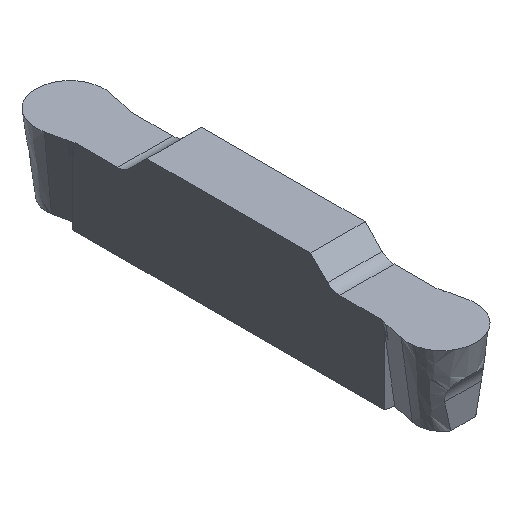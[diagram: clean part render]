
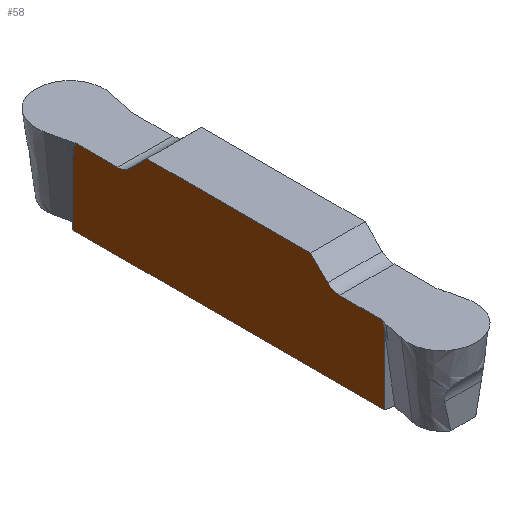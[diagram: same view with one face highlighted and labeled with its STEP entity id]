
A CAD part, isometric view. The second image highlights one B-rep face of the part: STEP entity #58.
In plain terms, the highlighted planar face has unit normal (-1, 0, 0).
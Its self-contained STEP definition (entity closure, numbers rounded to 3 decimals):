
#39=CIRCLE('',#675,1.);
#40=CIRCLE('',#676,1.);
#58=ADVANCED_FACE('',(#112),#88,.T.);
#88=PLANE('',#677);
#112=FACE_OUTER_BOUND('',#144,.T.);
#144=EDGE_LOOP('',(#325,#326,#327,#328,#329,#330,#331,#332,#333,#334,#335,
#336,#337,#338,#339,#340));
#182=LINE('',#889,#242);
#187=LINE('',#1111,#247);
#188=LINE('',#1125,#248);
#189=LINE('',#1127,#249);
#190=LINE('',#1128,#250);
#191=LINE('',#1130,#251);
#192=LINE('',#1143,#252);
#193=LINE('',#1145,#253);
#194=LINE('',#1149,#254);
#195=LINE('',#1151,#255);
#196=LINE('',#1153,#256);
#197=LINE('',#1157,#257);
#242=VECTOR('',#719,1.);
#247=VECTOR('',#726,1.);
#248=VECTOR('',#727,1.);
#249=VECTOR('',#728,1.);
#250=VECTOR('',#729,1.);
#251=VECTOR('',#730,1.);
#252=VECTOR('',#731,1.);
#253=VECTOR('',#732,1.);
#254=VECTOR('',#735,1.);
#255=VECTOR('',#736,1.);
#256=VECTOR('',#737,1.);
#257=VECTOR('',#740,1.);
#325=ORIENTED_EDGE('',*,*,#561,.T.);
#326=ORIENTED_EDGE('',*,*,#562,.T.);
#327=ORIENTED_EDGE('',*,*,#563,.T.);
#328=ORIENTED_EDGE('',*,*,#564,.T.);
#329=ORIENTED_EDGE('',*,*,#546,.T.);
#330=ORIENTED_EDGE('',*,*,#565,.T.);
#331=ORIENTED_EDGE('',*,*,#566,.T.);
#332=ORIENTED_EDGE('',*,*,#567,.T.);
#333=ORIENTED_EDGE('',*,*,#568,.T.);
#334=ORIENTED_EDGE('',*,*,#569,.F.);
#335=ORIENTED_EDGE('',*,*,#570,.F.);
#336=ORIENTED_EDGE('',*,*,#571,.F.);
#337=ORIENTED_EDGE('',*,*,#572,.F.);
#338=ORIENTED_EDGE('',*,*,#573,.F.);
#339=ORIENTED_EDGE('',*,*,#574,.F.);
#340=ORIENTED_EDGE('',*,*,#575,.F.);
#486=VERTEX_POINT('',#888);
#487=VERTEX_POINT('',#890);
#497=VERTEX_POINT('',#1112);
#498=VERTEX_POINT('',#1113);
#499=VERTEX_POINT('',#1124);
#500=VERTEX_POINT('',#1126);
#501=VERTEX_POINT('',#1129);
#502=VERTEX_POINT('',#1131);
#503=VERTEX_POINT('',#1142);
#504=VERTEX_POINT('',#1144);
#505=VERTEX_POINT('',#1146);
#506=VERTEX_POINT('',#1148);
#507=VERTEX_POINT('',#1150);
#508=VERTEX_POINT('',#1152);
#509=VERTEX_POINT('',#1154);
#510=VERTEX_POINT('',#1156);
#546=EDGE_CURVE('',#487,#486,#182,.T.);
#561=EDGE_CURVE('',#497,#498,#187,.T.);
#562=EDGE_CURVE('',#498,#499,#643,.T.);
#563=EDGE_CURVE('',#499,#500,#188,.T.);
#564=EDGE_CURVE('',#500,#487,#189,.T.);
#565=EDGE_CURVE('',#486,#501,#190,.T.);
#566=EDGE_CURVE('',#501,#502,#191,.T.);
#567=EDGE_CURVE('',#502,#503,#644,.T.);
#568=EDGE_CURVE('',#503,#504,#192,.T.);
#569=EDGE_CURVE('',#505,#504,#193,.T.);
#570=EDGE_CURVE('',#506,#505,#39,.T.);
#571=EDGE_CURVE('',#507,#506,#194,.T.);
#572=EDGE_CURVE('',#508,#507,#195,.T.);
#573=EDGE_CURVE('',#509,#508,#196,.T.);
#574=EDGE_CURVE('',#510,#509,#40,.T.);
#575=EDGE_CURVE('',#497,#510,#197,.T.);
#643=B_SPLINE_CURVE_WITH_KNOTS('',3,(#1114,#1115,#1116,#1117,#1118,#1119,
#1120,#1121,#1122,#1123),.UNSPECIFIED.,.F.,.F.,(4,3,3,4),(0.,0.446,
0.723,1.),.UNSPECIFIED.);
#644=B_SPLINE_CURVE_WITH_KNOTS('',3,(#1132,#1133,#1134,#1135,#1136,#1137,
#1138,#1139,#1140,#1141),.UNSPECIFIED.,.F.,.F.,(4,3,3,4),(0.,0.446,
0.723,1.),.UNSPECIFIED.);
#675=AXIS2_PLACEMENT_3D('',#1147,#733,#734);
#676=AXIS2_PLACEMENT_3D('',#1155,#738,#739);
#677=AXIS2_PLACEMENT_3D('',#1158,#741,#742);
#719=DIRECTION('',(0.,-1.,0.));
#726=DIRECTION('',(0.,0.429,-0.903));
#727=DIRECTION('',(0.,-0.493,0.87));
#728=DIRECTION('',(0.,0.003,-1.));
#729=DIRECTION('',(0.,0.003,1.));
#730=DIRECTION('',(0.,-0.493,-0.87));
#731=DIRECTION('',(0.,0.429,0.903));
#732=DIRECTION('',(0.,-1.,0.));
#733=DIRECTION('',(-1.,0.,0.));
#734=DIRECTION('',(0.,0.,1.));
#735=DIRECTION('',(0.,-0.707,-0.707));
#736=DIRECTION('',(0.,-1.,0.));
#737=DIRECTION('',(0.,-0.707,0.707));
#738=DIRECTION('',(-1.,0.,0.));
#739=DIRECTION('',(0.,0.,1.));
#740=DIRECTION('',(0.,-1.,0.));
#741=DIRECTION('',(-1.,0.,0.));
#742=DIRECTION('',(0.,0.,1.));
#888=CARTESIAN_POINT('',(-1.6,3.351,-4.495));
#889=CARTESIAN_POINT('',(-1.6,24.65,-4.495));
#890=CARTESIAN_POINT('',(-1.6,21.649,-4.495));
#1111=CARTESIAN_POINT('',(-1.6,21.539,-0.18));
#1112=CARTESIAN_POINT('',(-1.6,21.453,0.));
#1113=CARTESIAN_POINT('',(-1.6,21.84,-0.814));
#1114=CARTESIAN_POINT('',(-1.6,21.84,-0.814));
#1115=CARTESIAN_POINT('',(-1.6,21.841,-0.817));
#1116=CARTESIAN_POINT('',(-1.6,21.842,-0.82));
#1117=CARTESIAN_POINT('',(-1.6,21.843,-0.822));
#1118=CARTESIAN_POINT('',(-1.6,21.844,-0.824));
#1119=CARTESIAN_POINT('',(-1.6,21.845,-0.825));
#1120=CARTESIAN_POINT('',(-1.6,21.846,-0.827));
#1121=CARTESIAN_POINT('',(-1.6,21.847,-0.829));
#1122=CARTESIAN_POINT('',(-1.6,21.848,-0.83));
#1123=CARTESIAN_POINT('',(-1.6,21.849,-0.832));
#1124=CARTESIAN_POINT('',(-1.6,21.849,-0.832));
#1125=CARTESIAN_POINT('',(-1.6,21.618,-0.425));
#1126=CARTESIAN_POINT('',(-1.6,21.638,-0.461));
#1127=CARTESIAN_POINT('',(-1.6,21.633,1.287));
#1128=CARTESIAN_POINT('',(-1.6,3.367,1.354));
#1129=CARTESIAN_POINT('',(-1.6,3.362,-0.461));
#1130=CARTESIAN_POINT('',(-1.6,9.299,10.004));
#1131=CARTESIAN_POINT('',(-1.6,3.151,-0.832));
#1132=CARTESIAN_POINT('',(-1.6,3.151,-0.832));
#1133=CARTESIAN_POINT('',(-1.6,3.153,-0.829));
#1134=CARTESIAN_POINT('',(-1.6,3.154,-0.827));
#1135=CARTESIAN_POINT('',(-1.6,3.156,-0.824));
#1136=CARTESIAN_POINT('',(-1.6,3.156,-0.823));
#1137=CARTESIAN_POINT('',(-1.6,3.157,-0.821));
#1138=CARTESIAN_POINT('',(-1.6,3.158,-0.819));
#1139=CARTESIAN_POINT('',(-1.6,3.159,-0.818));
#1140=CARTESIAN_POINT('',(-1.6,3.16,-0.816));
#1141=CARTESIAN_POINT('',(-1.6,3.16,-0.814));
#1142=CARTESIAN_POINT('',(-1.6,3.16,-0.814));
#1143=CARTESIAN_POINT('',(-1.6,7.925,9.23));
#1144=CARTESIAN_POINT('',(-1.6,3.547,0.));
#1145=CARTESIAN_POINT('',(-1.6,24.65,0.));
#1146=CARTESIAN_POINT('',(-1.6,5.99,0.));
#1147=CARTESIAN_POINT('',(-1.6,5.99,1.));
#1148=CARTESIAN_POINT('',(-1.6,6.697,0.293));
#1149=CARTESIAN_POINT('',(-1.6,16.175,9.77));
#1150=CARTESIAN_POINT('',(-1.6,7.7,1.295));
#1151=CARTESIAN_POINT('',(-1.6,24.65,1.295));
#1152=CARTESIAN_POINT('',(-1.6,17.3,1.295));
#1153=CARTESIAN_POINT('',(-1.6,20.975,-2.38));
#1154=CARTESIAN_POINT('',(-1.6,18.303,0.293));
#1155=CARTESIAN_POINT('',(-1.6,19.01,1.));
#1156=CARTESIAN_POINT('',(-1.6,19.01,0.));
#1157=CARTESIAN_POINT('',(-1.6,24.65,0.));
#1158=CARTESIAN_POINT('',(-1.6,24.65,1.295));
